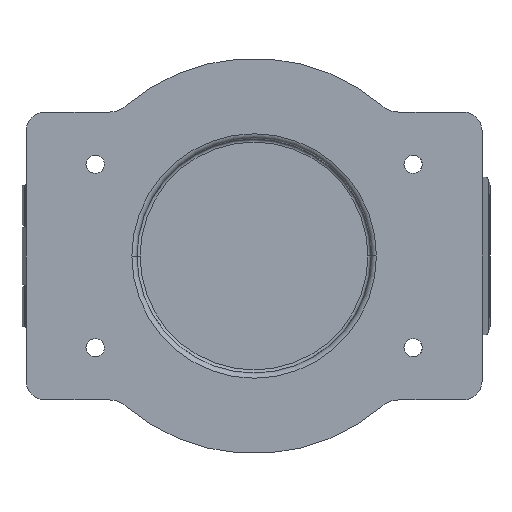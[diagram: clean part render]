
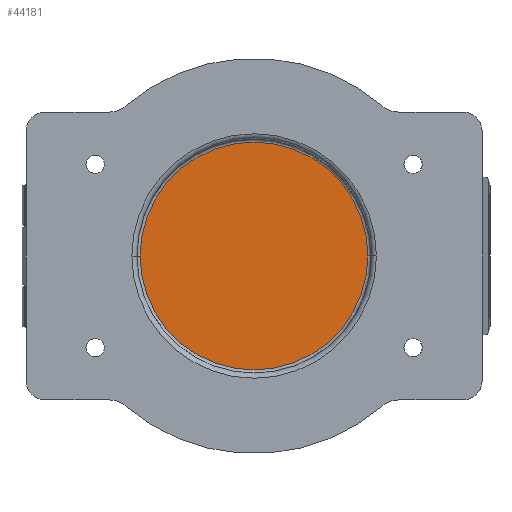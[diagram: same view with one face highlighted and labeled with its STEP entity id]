
A CAD part, front view. The second image highlights one B-rep face of the part: STEP entity #44181.
In plain terms, the highlighted planar face has unit normal (0, -1, 0).
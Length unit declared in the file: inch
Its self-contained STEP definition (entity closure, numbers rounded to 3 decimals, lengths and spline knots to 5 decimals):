
#9147 = CARTESIAN_POINT ( 'NONE',  ( -0.00107, 0.457, 0. ) ) ;
#11949 = CARTESIAN_POINT ( 'NONE',  ( -0.00107, 0.457, 0. ) ) ;
#16169 = DIRECTION ( 'NONE',  ( 1., 0., 0. ) ) ;
#19017 = DIRECTION ( 'NONE',  ( 1., 0., 0. ) ) ;
#20212 = VERTEX_POINT ( 'NONE', #71178 ) ;
#21058 = CIRCLE ( 'NONE', #44632, 1.1651 ) ;
#24919 = AXIS2_PLACEMENT_3D ( 'NONE', #81416, #39185, #88494 ) ;
#24942 = VERTEX_POINT ( 'NONE', #47441 ) ;
#32570 = EDGE_CURVE ( 'NONE', #24942, #20212, #70748, .T. ) ;
#32740 = EDGE_CURVE ( 'NONE', #20212, #24942, #21058, .T. ) ;
#38259 = PLANE ( 'NONE',  #24919 ) ;
#38693 = AXIS2_PLACEMENT_3D ( 'NONE', #11949, #61290, #19017 ) ;
#39185 = DIRECTION ( 'NONE',  ( 0., 1., 0. ) ) ;
#44181 = ADVANCED_FACE ( 'NONE', ( #82466 ), #38259, .F. ) ;
#44632 = AXIS2_PLACEMENT_3D ( 'NONE', #9147, #58455, #16169 ) ;
#47441 = CARTESIAN_POINT ( 'NONE',  ( 1.16402, 0.457, 0. ) ) ;
#57340 = ORIENTED_EDGE ( 'NONE', *, *, #32740, .T. ) ;
#58455 = DIRECTION ( 'NONE',  ( 0., -1., 0. ) ) ;
#59432 = EDGE_LOOP ( 'NONE', ( #79558, #57340 ) ) ;
#61290 = DIRECTION ( 'NONE',  ( 0., -1., 0. ) ) ;
#70748 = CIRCLE ( 'NONE', #38693, 1.1651 ) ;
#71178 = CARTESIAN_POINT ( 'NONE',  ( -1.16617, 0.457, 0. ) ) ;
#79558 = ORIENTED_EDGE ( 'NONE', *, *, #32570, .T. ) ;
#81416 = CARTESIAN_POINT ( 'NONE',  ( -0.00107, 0.457, 0. ) ) ;
#82466 = FACE_OUTER_BOUND ( 'NONE', #59432, .T. ) ;
#88494 = DIRECTION ( 'NONE',  ( 1., 0., 0. ) ) ;
